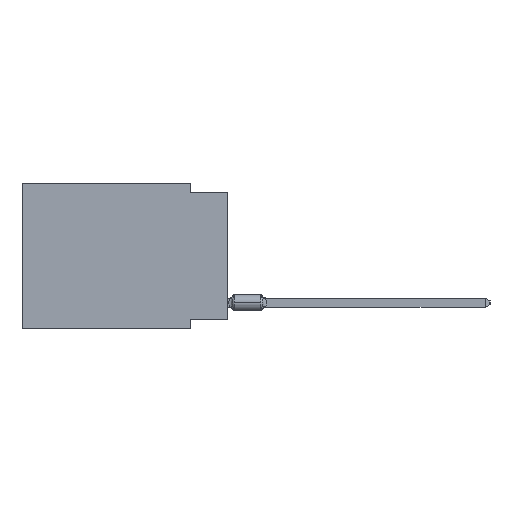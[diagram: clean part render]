
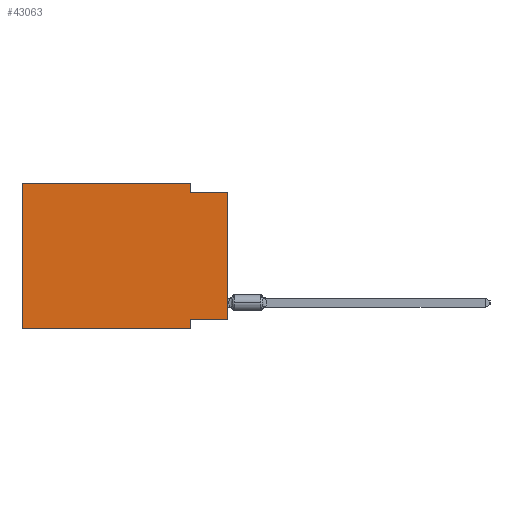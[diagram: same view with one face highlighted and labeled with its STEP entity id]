
A CAD part, left-side view. The second image highlights one B-rep face of the part: STEP entity #43063.
In plain terms, the highlighted planar face has unit normal (-1, 0, 0).
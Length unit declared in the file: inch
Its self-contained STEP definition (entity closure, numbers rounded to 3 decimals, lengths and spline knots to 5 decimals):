
#879 = DIRECTION ( 'NONE',  ( 0., -1., 0. ) ) ;
#4606 = CARTESIAN_POINT ( 'NONE',  ( 0., 0., -0.025 ) ) ;
#8240 = PLANE ( 'NONE',  #9392 ) ;
#9262 = LINE ( 'NONE', #55463, #37707 ) ;
#9392 = AXIS2_PLACEMENT_3D ( 'NONE', #74910, #19570, #56336 ) ;
#10516 = VERTEX_POINT ( 'NONE', #14825 ) ;
#13287 = CARTESIAN_POINT ( 'NONE',  ( 0., 0.55, 0. ) ) ;
#14825 = CARTESIAN_POINT ( 'NONE',  ( 0., 0.55, -0.39 ) ) ;
#16358 = VERTEX_POINT ( 'NONE', #67728 ) ;
#16888 = ORIENTED_EDGE ( 'NONE', *, *, #34392, .T. ) ;
#19570 = DIRECTION ( 'NONE',  ( 1., 0., 0. ) ) ;
#19996 = CARTESIAN_POINT ( 'NONE',  ( 0., 0., 0. ) ) ;
#21563 = EDGE_CURVE ( 'NONE', #22641, #41222, #72731, .T. ) ;
#22641 = VERTEX_POINT ( 'NONE', #59441 ) ;
#23576 = ORIENTED_EDGE ( 'NONE', *, *, #24553, .F. ) ;
#24441 = EDGE_CURVE ( 'NONE', #16358, #48430, #34796, .T. ) ;
#24553 = EDGE_CURVE ( 'NONE', #53122, #16358, #67480, .T. ) ;
#28122 = ORIENTED_EDGE ( 'NONE', *, *, #32135, .F. ) ;
#28529 = CARTESIAN_POINT ( 'NONE',  ( 0., 0.1, -0.365 ) ) ;
#29756 = CARTESIAN_POINT ( 'NONE',  ( 0., 0.1, -0.39 ) ) ;
#31815 = VECTOR ( 'NONE', #44038, 39.37008 ) ;
#32135 = EDGE_CURVE ( 'NONE', #41222, #70138, #9262, .T. ) ;
#34392 = EDGE_CURVE ( 'NONE', #10516, #70138, #72487, .T. ) ;
#34479 = ORIENTED_EDGE ( 'NONE', *, *, #77178, .T. ) ;
#34796 = LINE ( 'NONE', #77616, #45986 ) ;
#36744 = CARTESIAN_POINT ( 'NONE',  ( 0., 0., -0.365 ) ) ;
#37218 = DIRECTION ( 'NONE',  ( 0., 0., 1. ) ) ;
#37707 = VECTOR ( 'NONE', #48025, 39.37008 ) ;
#37751 = LINE ( 'NONE', #19996, #79410 ) ;
#38477 = VECTOR ( 'NONE', #37218, 39.37008 ) ;
#39361 = DIRECTION ( 'NONE',  ( 0., 0., 1. ) ) ;
#40851 = DIRECTION ( 'NONE',  ( 0., 0., -1. ) ) ;
#41222 = VERTEX_POINT ( 'NONE', #28529 ) ;
#42499 = LINE ( 'NONE', #56238, #70539 ) ;
#43063 = ADVANCED_FACE ( 'NONE', ( #75704 ), #8240, .F. ) ;
#44038 = DIRECTION ( 'NONE',  ( 0., -1., 0. ) ) ;
#44380 = VECTOR ( 'NONE', #62187, 39.37008 ) ;
#45745 = ORIENTED_EDGE ( 'NONE', *, *, #49946, .F. ) ;
#45986 = VECTOR ( 'NONE', #40851, 39.37008 ) ;
#46459 = ORIENTED_EDGE ( 'NONE', *, *, #64789, .F. ) ;
#48025 = DIRECTION ( 'NONE',  ( 0., 0., -1. ) ) ;
#48430 = VERTEX_POINT ( 'NONE', #61194 ) ;
#48904 = CARTESIAN_POINT ( 'NONE',  ( 0., 0.55, 0. ) ) ;
#49425 = DIRECTION ( 'NONE',  ( 0., -1., 0. ) ) ;
#49946 = EDGE_CURVE ( 'NONE', #48430, #70464, #42499, .T. ) ;
#53122 = VERTEX_POINT ( 'NONE', #13287 ) ;
#54229 = CARTESIAN_POINT ( 'NONE',  ( 0., 0.55, 0. ) ) ;
#55006 = LINE ( 'NONE', #54229, #38477 ) ;
#55463 = CARTESIAN_POINT ( 'NONE',  ( 0., 0.1, -0.39 ) ) ;
#56061 = VECTOR ( 'NONE', #49425, 39.37008 ) ;
#56238 = CARTESIAN_POINT ( 'NONE',  ( 0., 0., -0.025 ) ) ;
#56336 = DIRECTION ( 'NONE',  ( 0., 0., -1. ) ) ;
#59441 = CARTESIAN_POINT ( 'NONE',  ( 0., 0., -0.365 ) ) ;
#61194 = CARTESIAN_POINT ( 'NONE',  ( 0., 0.1, -0.025 ) ) ;
#62187 = DIRECTION ( 'NONE',  ( 0., 1., 0. ) ) ;
#62359 = EDGE_LOOP ( 'NONE', ( #34479, #45745, #69344, #23576, #46459, #16888, #28122, #77348 ) ) ;
#64789 = EDGE_CURVE ( 'NONE', #10516, #53122, #55006, .T. ) ;
#67480 = LINE ( 'NONE', #48904, #31815 ) ;
#67728 = CARTESIAN_POINT ( 'NONE',  ( 0., 0.1, 0. ) ) ;
#69344 = ORIENTED_EDGE ( 'NONE', *, *, #24441, .F. ) ;
#70138 = VERTEX_POINT ( 'NONE', #29756 ) ;
#70464 = VERTEX_POINT ( 'NONE', #4606 ) ;
#70539 = VECTOR ( 'NONE', #879, 39.37008 ) ;
#72487 = LINE ( 'NONE', #73669, #56061 ) ;
#72731 = LINE ( 'NONE', #36744, #44380 ) ;
#73669 = CARTESIAN_POINT ( 'NONE',  ( 0., 0.55, -0.39 ) ) ;
#74910 = CARTESIAN_POINT ( 'NONE',  ( 0., 0.55, 0. ) ) ;
#75704 = FACE_OUTER_BOUND ( 'NONE', #62359, .T. ) ;
#77178 = EDGE_CURVE ( 'NONE', #22641, #70464, #37751, .T. ) ;
#77348 = ORIENTED_EDGE ( 'NONE', *, *, #21563, .F. ) ;
#77616 = CARTESIAN_POINT ( 'NONE',  ( 0., 0.1, 0. ) ) ;
#79410 = VECTOR ( 'NONE', #39361, 39.37008 ) ;
